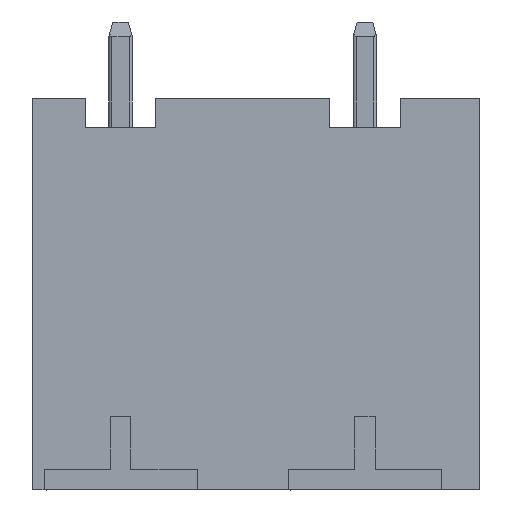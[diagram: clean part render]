
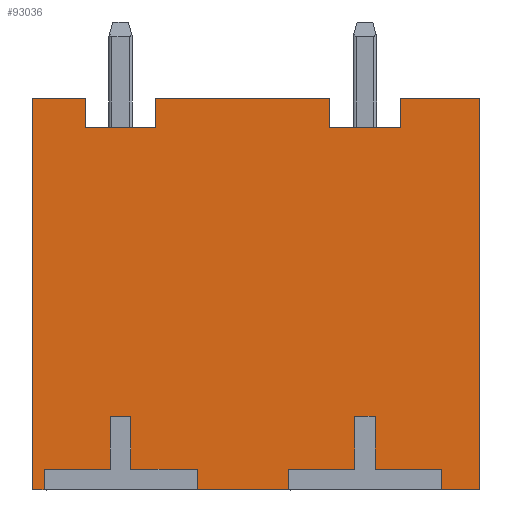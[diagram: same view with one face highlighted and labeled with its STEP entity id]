
A CAD part, left-side view. The second image highlights one B-rep face of the part: STEP entity #93036.
In plain terms, the highlighted planar face has unit normal (-1, 0, 0).
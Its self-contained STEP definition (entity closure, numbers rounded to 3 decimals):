
#1183=CARTESIAN_POINT('',(-28.92,-9.5,13.3));
#1184=VERTEX_POINT('',#1183);
#1191=CARTESIAN_POINT('',(-28.92,-12.2,13.3));
#1192=VERTEX_POINT('',#1191);
#1193=CARTESIAN_POINT('',(-28.92,-12.2,13.3));
#1194=DIRECTION('',(0.,1.,0.));
#1195=VECTOR('',#1194,2.7);
#1196=LINE('',#1193,#1195);
#1197=EDGE_CURVE('',#1192,#1184,#1196,.T.);
#3229=CARTESIAN_POINT('',(-28.92,-12.2,0.));
#3230=VERTEX_POINT('',#3229);
#3231=CARTESIAN_POINT('',(-28.92,-12.2,13.3));
#3232=DIRECTION('',(0.,0.,-1.));
#3233=VECTOR('',#3232,13.3);
#3234=LINE('',#3231,#3233);
#3235=EDGE_CURVE('',#1192,#3230,#3234,.T.);
#44278=CARTESIAN_POINT('',(-28.92,-7.1,12.3));
#44279=VERTEX_POINT('',#44278);
#44286=CARTESIAN_POINT('',(-28.92,-9.5,12.3));
#44287=VERTEX_POINT('',#44286);
#44288=CARTESIAN_POINT('',(-28.92,-7.1,12.3));
#44289=DIRECTION('',(0.,-1.,0.));
#44290=VECTOR('',#44289,2.4);
#44291=LINE('',#44288,#44290);
#44292=EDGE_CURVE('',#44279,#44287,#44291,.T.);
#44310=CARTESIAN_POINT('',(-28.92,-9.5,12.3));
#44311=DIRECTION('',(0.,0.,1.));
#44312=VECTOR('',#44311,1.);
#44313=LINE('',#44310,#44312);
#44314=EDGE_CURVE('',#44287,#1184,#44313,.T.);
#46154=CARTESIAN_POINT('',(-28.92,-7.1,13.3));
#46155=VERTEX_POINT('',#46154);
#46162=CARTESIAN_POINT('',(-28.92,-7.1,13.3));
#46163=DIRECTION('',(0.,0.,-1.));
#46164=VECTOR('',#46163,1.);
#46165=LINE('',#46162,#46164);
#46166=EDGE_CURVE('',#46155,#44279,#46165,.T.);
#46187=CARTESIAN_POINT('',(-28.92,-1.2,12.3));
#46188=VERTEX_POINT('',#46187);
#46195=CARTESIAN_POINT('',(-28.92,-1.2,13.3));
#46196=VERTEX_POINT('',#46195);
#46197=CARTESIAN_POINT('',(-28.92,-1.2,12.3));
#46198=DIRECTION('',(0.,0.,1.));
#46199=VECTOR('',#46198,1.);
#46200=LINE('',#46197,#46199);
#46201=EDGE_CURVE('',#46188,#46196,#46200,.T.);
#46225=CARTESIAN_POINT('',(-28.92,1.2,12.3));
#46226=VERTEX_POINT('',#46225);
#46233=CARTESIAN_POINT('',(-28.92,1.2,12.3));
#46234=DIRECTION('',(0.,-1.,0.));
#46235=VECTOR('',#46234,2.4);
#46236=LINE('',#46233,#46235);
#46237=EDGE_CURVE('',#46226,#46188,#46236,.T.);
#46256=CARTESIAN_POINT('',(-28.92,1.2,13.3));
#46257=VERTEX_POINT('',#46256);
#46264=CARTESIAN_POINT('',(-28.92,1.2,13.3));
#46265=DIRECTION('',(0.,0.,-1.));
#46266=VECTOR('',#46265,1.);
#46267=LINE('',#46264,#46266);
#46268=EDGE_CURVE('',#46257,#46226,#46267,.T.);
#46319=CARTESIAN_POINT('',(-28.92,3.,13.3));
#46320=VERTEX_POINT('',#46319);
#46327=CARTESIAN_POINT('',(-28.92,1.2,13.3));
#46328=DIRECTION('',(0.,1.,0.));
#46329=VECTOR('',#46328,1.8);
#46330=LINE('',#46327,#46329);
#46331=EDGE_CURVE('',#46257,#46320,#46330,.T.);
#46367=CARTESIAN_POINT('',(-28.92,3.,0.));
#46368=VERTEX_POINT('',#46367);
#46375=CARTESIAN_POINT('',(-28.92,3.,13.3));
#46376=DIRECTION('',(0.,0.,-1.));
#46377=VECTOR('',#46376,13.3);
#46378=LINE('',#46375,#46377);
#46379=EDGE_CURVE('',#46320,#46368,#46378,.T.);
#46453=CARTESIAN_POINT('',(-28.92,-7.1,13.3));
#46454=DIRECTION('',(0.,1.,0.));
#46455=VECTOR('',#46454,5.9);
#46456=LINE('',#46453,#46455);
#46457=EDGE_CURVE('',#46155,#46196,#46456,.T.);
#92127=CARTESIAN_POINT('',(-28.92,-10.9,0.));
#92128=VERTEX_POINT('',#92127);
#92129=CARTESIAN_POINT('',(-28.92,-12.2,0.));
#92130=DIRECTION('',(0.,1.,0.));
#92131=VECTOR('',#92130,1.3);
#92132=LINE('',#92129,#92131);
#92133=EDGE_CURVE('',#3230,#92128,#92132,.T.);
#92151=CARTESIAN_POINT('',(-28.92,-5.7,0.));
#92152=VERTEX_POINT('',#92151);
#92159=CARTESIAN_POINT('',(-28.92,-2.6,0.));
#92160=VERTEX_POINT('',#92159);
#92161=CARTESIAN_POINT('',(-28.92,-5.7,0.));
#92162=DIRECTION('',(0.,1.,0.));
#92163=VECTOR('',#92162,3.1);
#92164=LINE('',#92161,#92163);
#92165=EDGE_CURVE('',#92152,#92160,#92164,.T.);
#92183=CARTESIAN_POINT('',(-28.92,2.6,0.));
#92184=VERTEX_POINT('',#92183);
#92191=CARTESIAN_POINT('',(-28.92,2.6,0.));
#92192=DIRECTION('',(0.,1.,0.));
#92193=VECTOR('',#92192,0.4);
#92194=LINE('',#92191,#92193);
#92195=EDGE_CURVE('',#92184,#46368,#92194,.T.);
#92907=CARTESIAN_POINT('',(-28.92,-11.394,7.05));
#92908=DIRECTION('',(0.,0.,-1.));
#92909=DIRECTION('',(-1.,-0.,-0.));
#92910=AXIS2_PLACEMENT_3D('',#92907,#92909,#92908);
#92911=PLANE('',#92910);
#92912=ORIENTED_EDGE('',*,*,#46201,.F.);
#92913=ORIENTED_EDGE('',*,*,#46237,.F.);
#92914=ORIENTED_EDGE('',*,*,#46268,.F.);
#92915=ORIENTED_EDGE('',*,*,#46331,.T.);
#92916=ORIENTED_EDGE('',*,*,#46379,.T.);
#92917=ORIENTED_EDGE('',*,*,#92195,.F.);
#92918=CARTESIAN_POINT('',(-28.92,2.6,0.7));
#92919=VERTEX_POINT('',#92918);
#92920=CARTESIAN_POINT('',(-28.92,2.6,0.7));
#92921=DIRECTION('',(0.,0.,-1.));
#92922=VECTOR('',#92921,0.7);
#92923=LINE('',#92920,#92922);
#92924=EDGE_CURVE('',#92919,#92184,#92923,.T.);
#92925=ORIENTED_EDGE('',*,*,#92924,.F.);
#92926=CARTESIAN_POINT('',(-28.92,0.35,0.7));
#92927=VERTEX_POINT('',#92926);
#92928=CARTESIAN_POINT('',(-28.92,0.35,0.7));
#92929=DIRECTION('',(0.,1.,0.));
#92930=VECTOR('',#92929,2.25);
#92931=LINE('',#92928,#92930);
#92932=EDGE_CURVE('',#92927,#92919,#92931,.T.);
#92933=ORIENTED_EDGE('',*,*,#92932,.F.);
#92934=CARTESIAN_POINT('',(-28.92,0.35,2.5));
#92935=VERTEX_POINT('',#92934);
#92936=CARTESIAN_POINT('',(-28.92,0.35,2.5));
#92937=DIRECTION('',(0.,0.,-1.));
#92938=VECTOR('',#92937,1.8);
#92939=LINE('',#92936,#92938);
#92940=EDGE_CURVE('',#92935,#92927,#92939,.T.);
#92941=ORIENTED_EDGE('',*,*,#92940,.F.);
#92942=CARTESIAN_POINT('',(-28.92,-0.35,2.5));
#92943=VERTEX_POINT('',#92942);
#92944=CARTESIAN_POINT('',(-28.92,-0.35,2.5));
#92945=DIRECTION('',(0.,1.,0.));
#92946=VECTOR('',#92945,0.7);
#92947=LINE('',#92944,#92946);
#92948=EDGE_CURVE('',#92943,#92935,#92947,.T.);
#92949=ORIENTED_EDGE('',*,*,#92948,.F.);
#92950=CARTESIAN_POINT('',(-28.92,-0.35,0.7));
#92951=VERTEX_POINT('',#92950);
#92952=CARTESIAN_POINT('',(-28.92,-0.35,0.7));
#92953=DIRECTION('',(0.,0.,1.));
#92954=VECTOR('',#92953,1.8);
#92955=LINE('',#92952,#92954);
#92956=EDGE_CURVE('',#92951,#92943,#92955,.T.);
#92957=ORIENTED_EDGE('',*,*,#92956,.F.);
#92958=CARTESIAN_POINT('',(-28.92,-2.6,0.7));
#92959=VERTEX_POINT('',#92958);
#92960=CARTESIAN_POINT('',(-28.92,-2.6,0.7));
#92961=DIRECTION('',(0.,1.,0.));
#92962=VECTOR('',#92961,2.25);
#92963=LINE('',#92960,#92962);
#92964=EDGE_CURVE('',#92959,#92951,#92963,.T.);
#92965=ORIENTED_EDGE('',*,*,#92964,.F.);
#92966=CARTESIAN_POINT('',(-28.92,-2.6,0.));
#92967=DIRECTION('',(0.,0.,1.));
#92968=VECTOR('',#92967,0.7);
#92969=LINE('',#92966,#92968);
#92970=EDGE_CURVE('',#92160,#92959,#92969,.T.);
#92971=ORIENTED_EDGE('',*,*,#92970,.F.);
#92972=ORIENTED_EDGE('',*,*,#92165,.F.);
#92973=CARTESIAN_POINT('',(-28.92,-5.7,0.7));
#92974=VERTEX_POINT('',#92973);
#92975=CARTESIAN_POINT('',(-28.92,-5.7,0.7));
#92976=DIRECTION('',(0.,0.,-1.));
#92977=VECTOR('',#92976,0.7);
#92978=LINE('',#92975,#92977);
#92979=EDGE_CURVE('',#92974,#92152,#92978,.T.);
#92980=ORIENTED_EDGE('',*,*,#92979,.F.);
#92981=CARTESIAN_POINT('',(-28.92,-7.95,0.7));
#92982=VERTEX_POINT('',#92981);
#92983=CARTESIAN_POINT('',(-28.92,-7.95,0.7));
#92984=DIRECTION('',(0.,1.,0.));
#92985=VECTOR('',#92984,2.25);
#92986=LINE('',#92983,#92985);
#92987=EDGE_CURVE('',#92982,#92974,#92986,.T.);
#92988=ORIENTED_EDGE('',*,*,#92987,.F.);
#92989=CARTESIAN_POINT('',(-28.92,-7.95,2.5));
#92990=VERTEX_POINT('',#92989);
#92991=CARTESIAN_POINT('',(-28.92,-7.95,2.5));
#92992=DIRECTION('',(0.,0.,-1.));
#92993=VECTOR('',#92992,1.8);
#92994=LINE('',#92991,#92993);
#92995=EDGE_CURVE('',#92990,#92982,#92994,.T.);
#92996=ORIENTED_EDGE('',*,*,#92995,.F.);
#92997=CARTESIAN_POINT('',(-28.92,-8.65,2.5));
#92998=VERTEX_POINT('',#92997);
#92999=CARTESIAN_POINT('',(-28.92,-8.65,2.5));
#93000=DIRECTION('',(0.,1.,0.));
#93001=VECTOR('',#93000,0.7);
#93002=LINE('',#92999,#93001);
#93003=EDGE_CURVE('',#92998,#92990,#93002,.T.);
#93004=ORIENTED_EDGE('',*,*,#93003,.F.);
#93005=CARTESIAN_POINT('',(-28.92,-8.65,0.7));
#93006=VERTEX_POINT('',#93005);
#93007=CARTESIAN_POINT('',(-28.92,-8.65,0.7));
#93008=DIRECTION('',(0.,0.,1.));
#93009=VECTOR('',#93008,1.8);
#93010=LINE('',#93007,#93009);
#93011=EDGE_CURVE('',#93006,#92998,#93010,.T.);
#93012=ORIENTED_EDGE('',*,*,#93011,.F.);
#93013=CARTESIAN_POINT('',(-28.92,-10.9,0.7));
#93014=VERTEX_POINT('',#93013);
#93015=CARTESIAN_POINT('',(-28.92,-10.9,0.7));
#93016=DIRECTION('',(0.,1.,0.));
#93017=VECTOR('',#93016,2.25);
#93018=LINE('',#93015,#93017);
#93019=EDGE_CURVE('',#93014,#93006,#93018,.T.);
#93020=ORIENTED_EDGE('',*,*,#93019,.F.);
#93021=CARTESIAN_POINT('',(-28.92,-10.9,0.));
#93022=DIRECTION('',(0.,0.,1.));
#93023=VECTOR('',#93022,0.7);
#93024=LINE('',#93021,#93023);
#93025=EDGE_CURVE('',#92128,#93014,#93024,.T.);
#93026=ORIENTED_EDGE('',*,*,#93025,.F.);
#93027=ORIENTED_EDGE('',*,*,#92133,.F.);
#93028=ORIENTED_EDGE('',*,*,#3235,.F.);
#93029=ORIENTED_EDGE('',*,*,#1197,.T.);
#93030=ORIENTED_EDGE('',*,*,#44314,.F.);
#93031=ORIENTED_EDGE('',*,*,#44292,.F.);
#93032=ORIENTED_EDGE('',*,*,#46166,.F.);
#93033=ORIENTED_EDGE('',*,*,#46457,.T.);
#93034=EDGE_LOOP('',(#92912,#92913,#92914,#92915,#92916,#92917,#92925,#92933,#92941,#92949,#92957,#92965,#92971,#92972,#92980,#92988,#92996,#93004,#93012,#93020,#93026,#93027,#93028,#93029,#93030,#93031,#93032,#93033));
#93035=FACE_OUTER_BOUND('',#93034,.T.);
#93036=ADVANCED_FACE('',(#93035),#92911,.T.);
